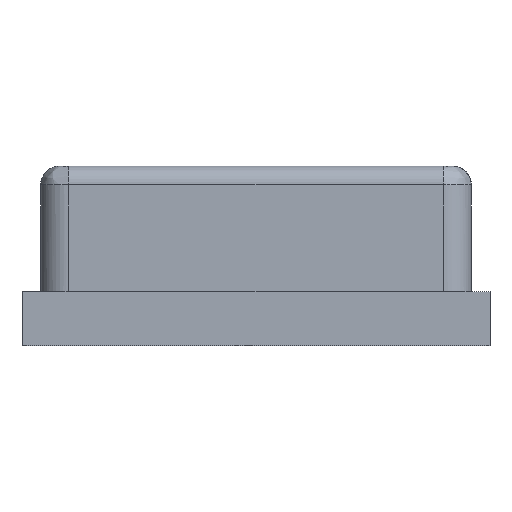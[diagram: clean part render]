
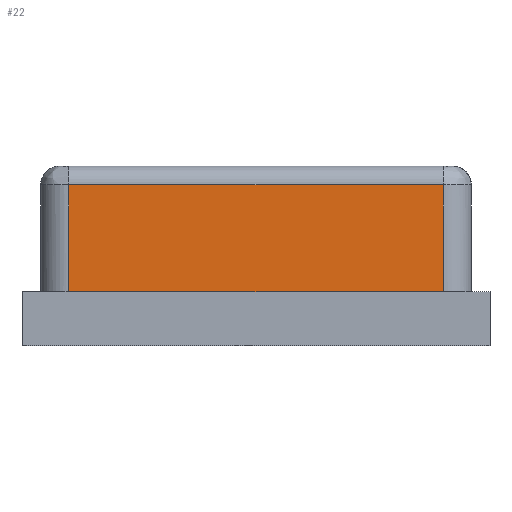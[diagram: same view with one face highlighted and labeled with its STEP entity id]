
A CAD part, front view. The second image highlights one B-rep face of the part: STEP entity #22.
In plain terms, the highlighted free-form (B-spline) face has degree [2, 1] with [3, 2] control points.
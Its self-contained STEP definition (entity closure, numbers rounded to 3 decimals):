
#22=ADVANCED_FACE('',(#48),#784,.T.);
#48=FACE_OUTER_BOUND('',#74,.T.);
#74=EDGE_LOOP('',(#120,#121,#122,#123));
#120=ORIENTED_EDGE('',*,*,#641,.T.);
#121=ORIENTED_EDGE('',*,*,#642,.T.);
#122=ORIENTED_EDGE('',*,*,#643,.T.);
#123=ORIENTED_EDGE('',*,*,#639,.F.);
#233=PCURVE('',#783,#349);
#236=PCURVE('',#784,#352);
#237=PCURVE('',#784,#353);
#238=PCURVE('',#784,#354);
#239=PCURVE('',#784,#355);
#243=PCURVE('',#785,#359);
#276=PCURVE('',#792,#392);
#310=PCURVE('',#776,#426);
#349=DEFINITIONAL_REPRESENTATION('',(#466),#1507);
#352=DEFINITIONAL_REPRESENTATION('',(#470),#1507);
#353=DEFINITIONAL_REPRESENTATION('',(#471),#1507);
#354=DEFINITIONAL_REPRESENTATION('',(#472),#1507);
#355=DEFINITIONAL_REPRESENTATION('',(#473),#1507);
#359=DEFINITIONAL_REPRESENTATION('',(#477),#1507);
#392=DEFINITIONAL_REPRESENTATION('',(#510),#1507);
#426=DEFINITIONAL_REPRESENTATION('',(#554),#1507);
#466=B_SPLINE_CURVE_WITH_KNOTS('',1,(#1177,#1178),.UNSPECIFIED.,.F.,.F.,
(2,2),(0.29,0.86),.UNSPECIFIED.);
#469=B_SPLINE_CURVE_WITH_KNOTS('',1,(#1186,#1187),.UNSPECIFIED.,.F.,.F.,
(2,2),(0.25,2.25),.UNSPECIFIED.);
#470=B_SPLINE_CURVE_WITH_KNOTS('',1,(#1188,#1189),.UNSPECIFIED.,.F.,.F.,
(2,2),(0.25,2.25),.UNSPECIFIED.);
#471=B_SPLINE_CURVE_WITH_KNOTS('',1,(#1192,#1193),.UNSPECIFIED.,.F.,.F.,
(2,2),(0.29,0.86),.UNSPECIFIED.);
#472=B_SPLINE_CURVE_WITH_KNOTS('',3,(#1196,#1197,#1198,#1199),
 .UNSPECIFIED.,.F.,.F.,(4,4),(-2.,0.),.UNSPECIFIED.);
#473=B_SPLINE_CURVE_WITH_KNOTS('',1,(#1200,#1201),.UNSPECIFIED.,.F.,.F.,
(2,2),(0.29,0.86),.UNSPECIFIED.);
#477=B_SPLINE_CURVE_WITH_KNOTS('',1,(#1214,#1215),.UNSPECIFIED.,.F.,.F.,
(2,2),(0.29,0.86),.UNSPECIFIED.);
#510=B_SPLINE_CURVE_WITH_KNOTS('',1,(#1333,#1334),.UNSPECIFIED.,.F.,.F.,
(2,2),(-2.,0.),.UNSPECIFIED.);
#554=B_SPLINE_CURVE_WITH_KNOTS('',1,(#1444,#1445),.UNSPECIFIED.,.F.,.F.,
(2,2),(0.25,2.25),.UNSPECIFIED.);
#581=SURFACE_CURVE('',#696,(#233,#239),.PCURVE_S1.);
#583=SURFACE_CURVE('',#469,(#236,#310),.PCURVE_S1.);
#584=SURFACE_CURVE('',#698,(#237,#243),.PCURVE_S1.);
#585=SURFACE_CURVE('',#699,(#238,#276),.PCURVE_S1.);
#639=EDGE_CURVE('',#764,#740,#581,.T.);
#641=EDGE_CURVE('',#764,#765,#583,.T.);
#642=EDGE_CURVE('',#765,#741,#584,.T.);
#643=EDGE_CURVE('',#741,#740,#585,.T.);
#696=(
BOUNDED_CURVE()
B_SPLINE_CURVE(1,(#1175,#1176),.UNSPECIFIED.,.F.,.F.)
B_SPLINE_CURVE_WITH_KNOTS((2,2),(0.29,0.86),.UNSPECIFIED.)
CURVE()
GEOMETRIC_REPRESENTATION_ITEM()
RATIONAL_B_SPLINE_CURVE((1.,1.))
REPRESENTATION_ITEM('')
);
#698=(
BOUNDED_CURVE()
B_SPLINE_CURVE(1,(#1190,#1191),.UNSPECIFIED.,.F.,.F.)
B_SPLINE_CURVE_WITH_KNOTS((2,2),(0.29,0.86),.UNSPECIFIED.)
CURVE()
GEOMETRIC_REPRESENTATION_ITEM()
RATIONAL_B_SPLINE_CURVE((1.,1.))
REPRESENTATION_ITEM('')
);
#699=(
BOUNDED_CURVE()
B_SPLINE_CURVE(1,(#1194,#1195),.UNSPECIFIED.,.F.,.F.)
B_SPLINE_CURVE_WITH_KNOTS((2,2),(-2.,0.),
 .UNSPECIFIED.)
CURVE()
GEOMETRIC_REPRESENTATION_ITEM()
RATIONAL_B_SPLINE_CURVE((1.,1.))
REPRESENTATION_ITEM('')
);
#740=VERTEX_POINT('',#1056);
#741=VERTEX_POINT('',#1057);
#764=VERTEX_POINT('',#1080);
#765=VERTEX_POINT('',#1081);
#776=B_SPLINE_SURFACE_WITH_KNOTS('',1,1,((#1022,#1023),(#1024,#1025)),
 .UNSPECIFIED.,.F.,.F.,.F.,(2,2),(2,2),(0.,2.5),(0.,3.1),.UNSPECIFIED.);
#783=(
BOUNDED_SURFACE()
B_SPLINE_SURFACE(2,1,((#920,#921),(#922,#923),(#924,#925)),
 .UNSPECIFIED.,.F.,.F.,.F.)
B_SPLINE_SURFACE_WITH_KNOTS((3,3),(2,2),(30.957,31.192),
(0.,0.96),.UNSPECIFIED.)
GEOMETRIC_REPRESENTATION_ITEM()
RATIONAL_B_SPLINE_SURFACE(((1.,1.),(0.707,0.707),
(1.,1.)))
REPRESENTATION_ITEM('')
SURFACE()
);
#784=(
BOUNDED_SURFACE()
B_SPLINE_SURFACE(2,1,((#926,#927),(#928,#929),(#930,#931)),
 .UNSPECIFIED.,.F.,.F.,.F.)
B_SPLINE_SURFACE_WITH_KNOTS((3,3),(2,2),(31.192,33.192),
(0.,0.96),.UNSPECIFIED.)
GEOMETRIC_REPRESENTATION_ITEM()
RATIONAL_B_SPLINE_SURFACE(((1.,1.),(1.,1.),(1.,1.)))
REPRESENTATION_ITEM('')
SURFACE()
);
#785=(
BOUNDED_SURFACE()
B_SPLINE_SURFACE(2,1,((#932,#933),(#934,#935),(#936,#937)),
 .UNSPECIFIED.,.F.,.F.,.F.)
B_SPLINE_SURFACE_WITH_KNOTS((3,3),(2,2),(33.192,33.428),
(0.,0.96),.UNSPECIFIED.)
GEOMETRIC_REPRESENTATION_ITEM()
RATIONAL_B_SPLINE_SURFACE(((1.,1.),(0.707,0.707),
(1.,1.)))
REPRESENTATION_ITEM('')
SURFACE()
);
#792=(
BOUNDED_SURFACE()
B_SPLINE_SURFACE(1,2,((#987,#988,#989),(#990,#991,#992)),.UNSPECIFIED.,
 .F.,.F.,.F.)
B_SPLINE_SURFACE_WITH_KNOTS((2,2),(3,3),(0.,2.),(0.,0.157),
 .UNSPECIFIED.)
GEOMETRIC_REPRESENTATION_ITEM()
RATIONAL_B_SPLINE_SURFACE(((1.,0.707,1.),(1.,0.707,
1.)))
REPRESENTATION_ITEM('')
SURFACE()
);
#920=CARTESIAN_POINT('',(-1.15,-0.632,0.));
#921=CARTESIAN_POINT('',(-1.15,-0.632,0.96));
#922=CARTESIAN_POINT('',(-1.15,-0.782,0.));
#923=CARTESIAN_POINT('',(-1.15,-0.782,0.96));
#924=CARTESIAN_POINT('',(-1.,-0.782,0.));
#925=CARTESIAN_POINT('',(-1.,-0.782,0.96));
#926=CARTESIAN_POINT('',(-1.,-0.782,0.));
#927=CARTESIAN_POINT('',(-1.,-0.782,0.96));
#928=CARTESIAN_POINT('',(0.,-0.782,0.));
#929=CARTESIAN_POINT('',(0.,-0.782,0.96));
#930=CARTESIAN_POINT('',(1.,-0.782,0.));
#931=CARTESIAN_POINT('',(1.,-0.782,0.96));
#932=CARTESIAN_POINT('',(1.,-0.782,0.));
#933=CARTESIAN_POINT('',(1.,-0.782,0.96));
#934=CARTESIAN_POINT('',(1.15,-0.782,0.));
#935=CARTESIAN_POINT('',(1.15,-0.782,0.96));
#936=CARTESIAN_POINT('',(1.15,-0.632,0.));
#937=CARTESIAN_POINT('',(1.15,-0.632,0.96));
#987=CARTESIAN_POINT('',(-1.,-0.782,0.86));
#988=CARTESIAN_POINT('',(-1.,-0.782,0.96));
#989=CARTESIAN_POINT('',(-1.,-0.682,0.96));
#990=CARTESIAN_POINT('',(1.,-0.782,0.86));
#991=CARTESIAN_POINT('',(1.,-0.782,0.96));
#992=CARTESIAN_POINT('',(1.,-0.682,0.96));
#1022=CARTESIAN_POINT('',(-1.25,-0.882,0.29));
#1023=CARTESIAN_POINT('',(-1.25,2.218,0.29));
#1024=CARTESIAN_POINT('',(1.25,-0.882,0.29));
#1025=CARTESIAN_POINT('',(1.25,2.218,0.29));
#1056=CARTESIAN_POINT('',(-1.,-0.782,0.86));
#1057=CARTESIAN_POINT('',(1.,-0.782,0.86));
#1080=CARTESIAN_POINT('',(-1.,-0.782,0.29));
#1081=CARTESIAN_POINT('',(1.,-0.782,0.29));
#1175=CARTESIAN_POINT('',(-1.,-0.782,0.29));
#1176=CARTESIAN_POINT('',(-1.,-0.782,0.86));
#1177=CARTESIAN_POINT('',(31.192,0.29));
#1178=CARTESIAN_POINT('',(31.192,0.86));
#1186=CARTESIAN_POINT('',(-1.,-0.782,0.29));
#1187=CARTESIAN_POINT('',(1.,-0.782,0.29));
#1188=CARTESIAN_POINT('',(31.192,0.29));
#1189=CARTESIAN_POINT('',(33.192,0.29));
#1190=CARTESIAN_POINT('',(1.,-0.782,0.29));
#1191=CARTESIAN_POINT('',(1.,-0.782,0.86));
#1192=CARTESIAN_POINT('',(33.192,0.29));
#1193=CARTESIAN_POINT('',(33.192,0.86));
#1194=CARTESIAN_POINT('',(1.,-0.782,0.86));
#1195=CARTESIAN_POINT('',(-1.,-0.782,0.86));
#1196=CARTESIAN_POINT('',(33.192,0.86));
#1197=CARTESIAN_POINT('',(32.526,0.86));
#1198=CARTESIAN_POINT('',(31.859,0.86));
#1199=CARTESIAN_POINT('',(31.192,0.86));
#1200=CARTESIAN_POINT('',(31.192,0.29));
#1201=CARTESIAN_POINT('',(31.192,0.86));
#1214=CARTESIAN_POINT('',(33.192,0.29));
#1215=CARTESIAN_POINT('',(33.192,0.86));
#1333=CARTESIAN_POINT('',(2.,0.));
#1334=CARTESIAN_POINT('',(0.,0.));
#1444=CARTESIAN_POINT('',(0.25,0.1));
#1445=CARTESIAN_POINT('',(2.25,0.1));
#1507=(
GEOMETRIC_REPRESENTATION_CONTEXT(2)
PARAMETRIC_REPRESENTATION_CONTEXT()
REPRESENTATION_CONTEXT('pspace','')
);
